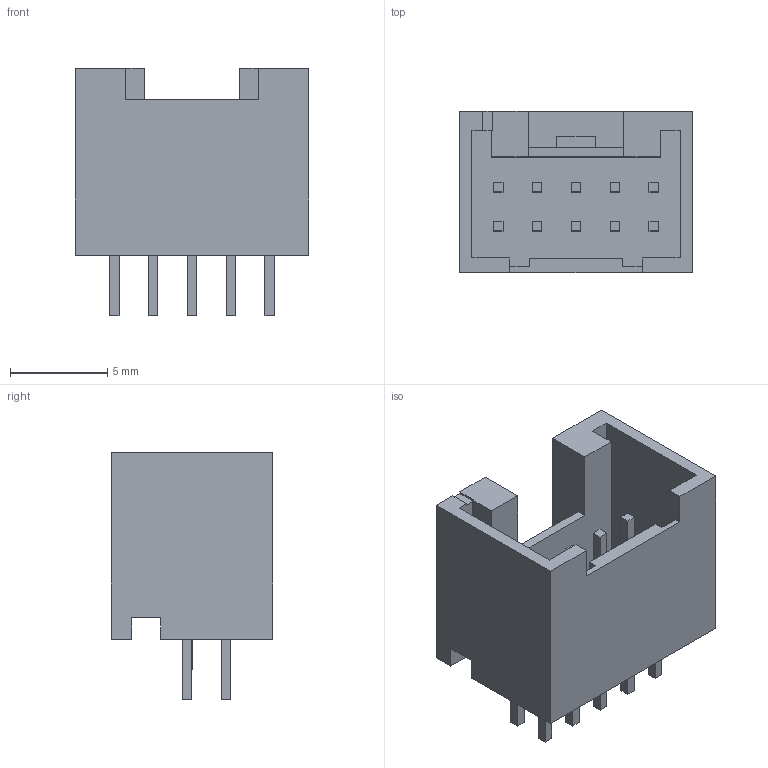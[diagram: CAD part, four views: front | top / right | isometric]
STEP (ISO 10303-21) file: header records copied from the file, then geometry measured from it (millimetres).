
FILE_DESCRIPTION(('FreeCAD Model'),'2;1');
FILE_NAME('JST_PUD_B10B-PUDSS_2x05x2.00mm_Straight.STEP','2016-03-19T21:20:02',( 'Author'),(''),'Open CASCADE STEP processor 6.8','FreeCAD','Unknown' );
FILE_SCHEMA(('AUTOMOTIVE_DESIGN_CC2 { 1 2 10303 214 -1 1 5 4 }'));
Length unit declared in the file: millimetre
Products named in the file (1): B10B-PUDSS
Bounding box: 12 x 8.3 x 12.7 mm (x, y, z)
Volume: 412 mm3; surface area: 1030.8 mm2
Topology: 1 solids, 1 shells, 144 faces, 362 edges, 241 vertices
Faces by surface type: plane 144
Entity records: 9945 total; most frequent: CARTESIAN_POINT 1472, DIRECTION 1376, LINE 1086, VECTOR 1086, ORIENTED_EDGE 724, PCURVE 724, DEFINITIONAL_REPRESENTATION 724, EDGE_CURVE 362
